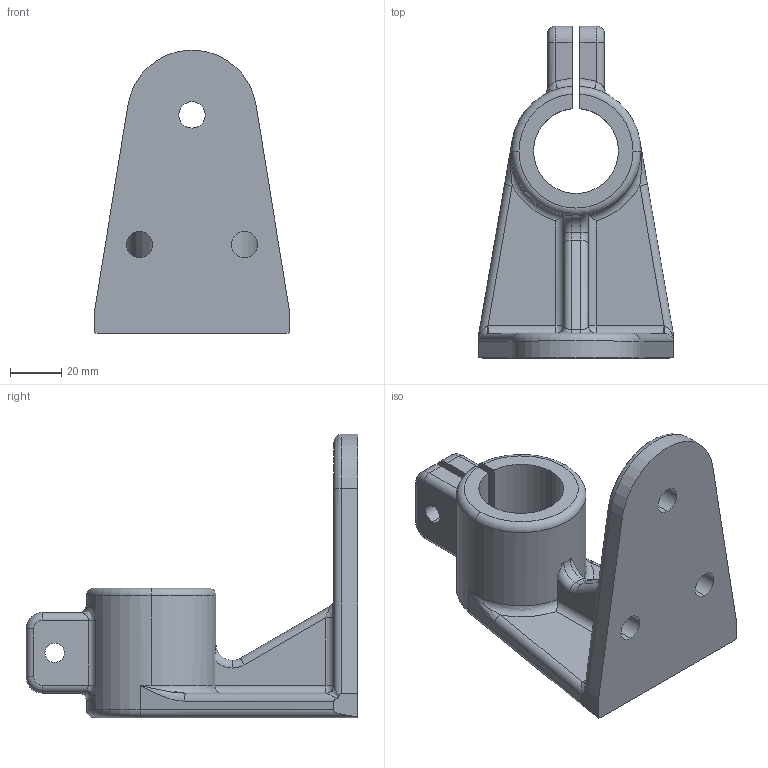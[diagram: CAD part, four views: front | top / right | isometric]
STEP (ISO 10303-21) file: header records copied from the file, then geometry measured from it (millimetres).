
FILE_DESCRIPTION (( 'STEP AP203' ), '1' );
FILE_NAME ('engine support.STEP', '2016-08-01T22:21:51', ( '' ), ( '' ), 'SwSTEP 2.0', 'SolidWorks 2016', '' );
FILE_SCHEMA (( 'CONFIG_CONTROL_DESIGN' ));
Length unit declared in the file: inch
Products named in the file (1): engine support
Bounding box: 76.2 x 130.05 x 111.04 mm (x, y, z)
Volume: 174135.2 mm3; surface area: 44076.1 mm2
Topology: 1 solids, 1 shells, 108 faces, 274 edges, 164 vertices
Faces by surface type: cylinder 46, plane 27, torus 21, bspline 12, sphere 2
Entity records: 4153 total; most frequent: CARTESIAN_POINT 1545, ORIENTED_EDGE 540, DIRECTION 537, EDGE_CURVE 270, AXIS2_PLACEMENT_3D 217, VERTEX_POINT 164, CIRCLE 120, EDGE_LOOP 118
